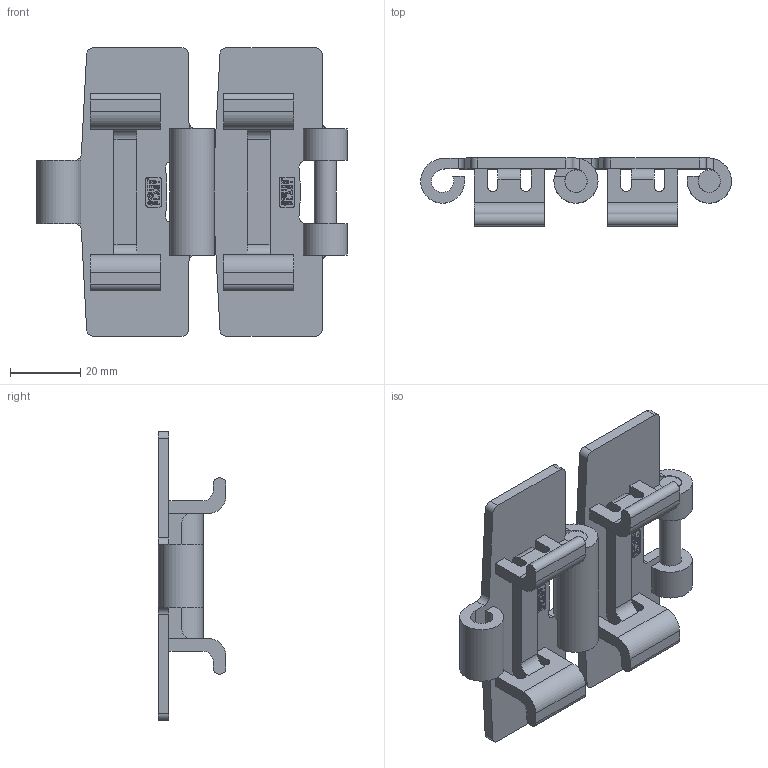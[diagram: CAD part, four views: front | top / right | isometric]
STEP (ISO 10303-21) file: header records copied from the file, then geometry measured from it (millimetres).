
FILE_DESCRIPTION(/* description */ (''),/* implementation_level */ '2;1');
FILE_NAME(/* name */ '290727-2.step',/* time_stamp */ '2021-09-06T08:49:40+02:00',/* author */ ('MuellerJ'),/* organization */ (''),/* preprocessor_version */ 'ST-DEVELOPER v18.1',/* originating_system */ 'Autodesk Inventor 2021',/* authorisation */ '');
FILE_SCHEMA (('AUTOMOTIVE_DESIGN { 1 0 10303 214 3 1 1 }'));
Length unit declared in the file: millimetre
Products named in the file (1): leer
Bounding box: 88.78 x 19.42 x 82.5 mm (x, y, z)
Volume: 30451.3 mm3; surface area: 22331.3 mm2
Topology: 4 solids, 4 shells, 511 faces, 1428 edges, 948 vertices
Faces by surface type: plane 339, bspline 100, cylinder 72
Full cylindrical faces by diameter (mm): 6.35 x2
Entity records: 16934 total; most frequent: CARTESIAN_POINT 4198, ORIENTED_EDGE 2856, DIRECTION 2252, EDGE_CURVE 1428, LINE 1056, VECTOR 1056, VERTEX_POINT 948, AXIS2_PLACEMENT_3D 598
